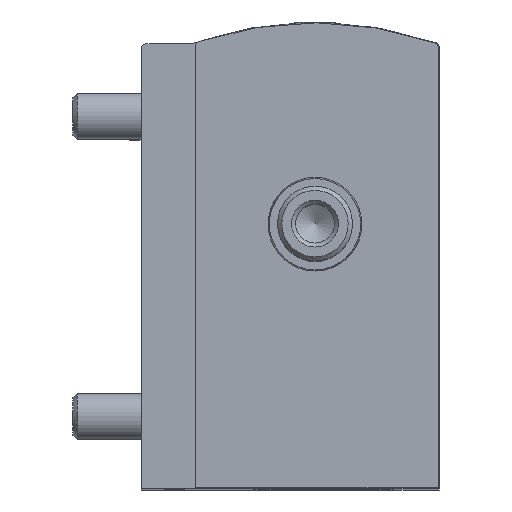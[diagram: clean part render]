
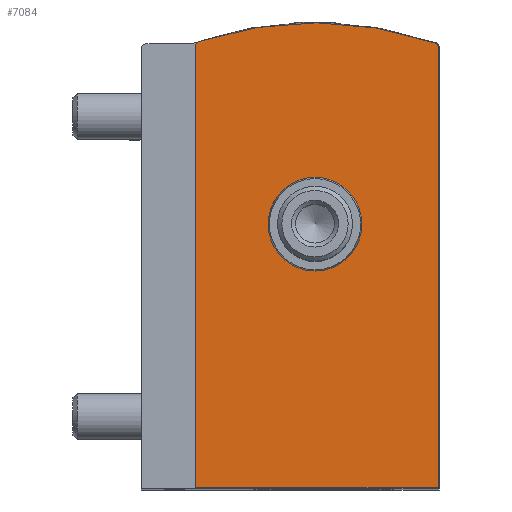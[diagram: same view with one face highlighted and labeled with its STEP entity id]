
A CAD part, top view. The second image highlights one B-rep face of the part: STEP entity #7084.
In plain terms, the highlighted planar face has unit normal (0, 0, 1).
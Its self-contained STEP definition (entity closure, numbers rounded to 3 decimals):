
#95=PLANE('',#7561);
#416=LINE('',#10159,#874);
#418=LINE('',#10163,#876);
#428=LINE('',#10210,#886);
#874=VECTOR('',#8431,1000.);
#876=VECTOR('',#8435,1000.);
#886=VECTOR('',#8481,1000.);
#1546=ORIENTED_EDGE('',*,*,#2952,.T.);
#1547=ORIENTED_EDGE('',*,*,#2919,.T.);
#1548=ORIENTED_EDGE('',*,*,#2921,.T.);
#1549=ORIENTED_EDGE('',*,*,#2923,.T.);
#1550=ORIENTED_EDGE('',*,*,#2950,.T.);
#1551=ORIENTED_EDGE('',*,*,#2951,.T.);
#1552=ORIENTED_EDGE('',*,*,#2661,.T.);
#2661=EDGE_CURVE('',#3395,#3394,#3891,.T.);
#2919=EDGE_CURVE('',#3394,#3625,#4007,.T.);
#2921=EDGE_CURVE('',#3625,#3626,#416,.T.);
#2923=EDGE_CURVE('',#3626,#3627,#418,.T.);
#2950=EDGE_CURVE('',#3627,#3646,#428,.T.);
#2951=EDGE_CURVE('',#3646,#3395,#4025,.T.);
#2952=EDGE_CURVE('',#3647,#3647,#4026,.T.);
#3394=VERTEX_POINT('',#9620);
#3395=VERTEX_POINT('',#9622);
#3625=VERTEX_POINT('',#10154);
#3626=VERTEX_POINT('',#10158);
#3627=VERTEX_POINT('',#10162);
#3646=VERTEX_POINT('',#10209);
#3647=VERTEX_POINT('',#10215);
#3891=CIRCLE('',#7386,39.5);
#4007=CIRCLE('',#7538,0.5);
#4025=CIRCLE('',#7560,0.5);
#4026=CIRCLE('',#7562,5.);
#4216=EDGE_LOOP('',(#1546));
#4217=EDGE_LOOP('',(#1547,#1548,#1549,#1550,#1551,#1552));
#4627=FACE_BOUND('',#4216,.T.);
#4628=FACE_BOUND('',#4217,.T.);
#7084=ADVANCED_FACE('',(#4627,#4628),#95,.T.);
#7386=AXIS2_PLACEMENT_3D('',#9621,#7983,#7984);
#7538=AXIS2_PLACEMENT_3D('',#10155,#8426,#8427);
#7560=AXIS2_PLACEMENT_3D('',#10212,#8484,#8485);
#7561=AXIS2_PLACEMENT_3D('',#10213,#8486,#8487);
#7562=AXIS2_PLACEMENT_3D('',#10214,#8488,#8489);
#7983=DIRECTION('',(0.,0.,1.));
#7984=DIRECTION('',(1.,0.,0.));
#8426=DIRECTION('',(0.,0.,1.));
#8427=DIRECTION('',(1.,0.,0.));
#8431=DIRECTION('',(0.,-1.,0.));
#8435=DIRECTION('',(1.,0.,0.));
#8481=DIRECTION('',(0.,1.,0.));
#8484=DIRECTION('',(0.,0.,1.));
#8485=DIRECTION('',(1.,0.,0.));
#8486=DIRECTION('',(0.,0.,1.));
#8487=DIRECTION('',(1.,0.,0.));
#8488=DIRECTION('',(0.,0.,-1.));
#8489=DIRECTION('',(-1.,0.,0.));
#9620=CARTESIAN_POINT('',(-12.407,47.701,65.8));
#9621=CARTESIAN_POINT('',(0.,10.2,65.8));
#9622=CARTESIAN_POINT('',(12.812,47.564,65.8));
#10154=CARTESIAN_POINT('',(-12.75,47.226,65.8));
#10155=CARTESIAN_POINT('',(-12.25,47.226,65.8));
#10158=CARTESIAN_POINT('',(-12.75,0.1,65.8));
#10159=CARTESIAN_POINT('',(-12.75,47.226,65.8));
#10162=CARTESIAN_POINT('',(13.15,0.1,65.8));
#10163=CARTESIAN_POINT('',(-12.75,0.1,65.8));
#10209=CARTESIAN_POINT('',(13.15,47.091,65.8));
#10210=CARTESIAN_POINT('',(13.15,0.1,65.8));
#10212=CARTESIAN_POINT('',(12.65,47.091,65.8));
#10213=CARTESIAN_POINT('',(-12.25,47.226,65.8));
#10214=CARTESIAN_POINT('',(0.,28.2,65.8));
#10215=CARTESIAN_POINT('',(-5.,28.2,65.8));
